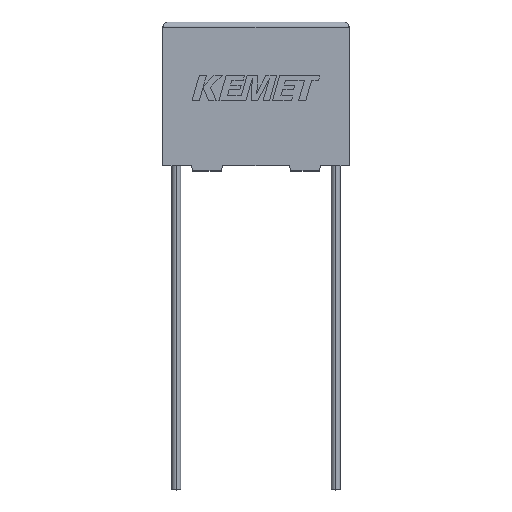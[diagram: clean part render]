
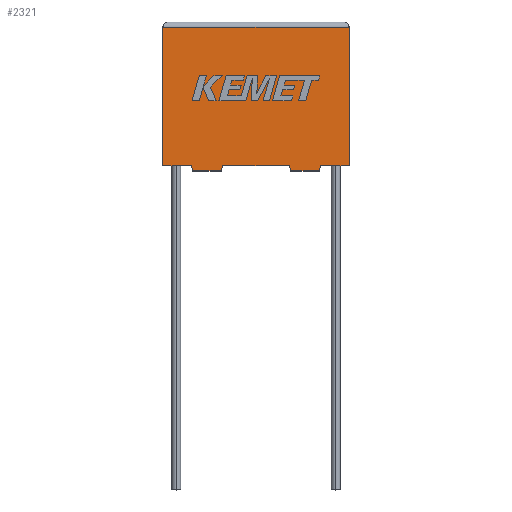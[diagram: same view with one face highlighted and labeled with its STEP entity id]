
A CAD part, top view. The second image highlights one B-rep face of the part: STEP entity #2321.
In plain terms, the highlighted planar face has unit normal (0, 0, 1).
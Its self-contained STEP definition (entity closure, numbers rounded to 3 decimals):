
#25 = CARTESIAN_POINT ( 'NONE',  ( 5.478, -0.5, 8. ) ) ;
#76 = ORIENTED_EDGE ( 'NONE', *, *, #1255, .F. ) ;
#125 = FACE_OUTER_BOUND ( 'NONE', #2045, .T. ) ;
#170 = ORIENTED_EDGE ( 'NONE', *, *, #2498, .F. ) ;
#188 = CARTESIAN_POINT ( 'NONE',  ( 12.023, -0.5, 8. ) ) ;
#209 = ORIENTED_EDGE ( 'NONE', *, *, #922, .T. ) ;
#216 = VECTOR ( 'NONE', #1270, 1000. ) ;
#292 = VECTOR ( 'NONE', #480, 1000. ) ;
#330 = ORIENTED_EDGE ( 'NONE', *, *, #2084, .T. ) ;
#386 = VERTEX_POINT ( 'NONE', #1991 ) ;
#463 = LINE ( 'NONE', #3108, #1750 ) ;
#480 = DIRECTION ( 'NONE',  ( 0.287, -0.958, 0. ) ) ;
#604 = VECTOR ( 'NONE', #1160, 1000. ) ;
#676 = CARTESIAN_POINT ( 'NONE',  ( 2.8, -0.5, 8. ) ) ;
#707 = LINE ( 'NONE', #958, #2618 ) ;
#714 = CARTESIAN_POINT ( 'NONE',  ( 0., 13., 8. ) ) ;
#724 = LINE ( 'NONE', #3213, #292 ) ;
#769 = CARTESIAN_POINT ( 'NONE',  ( 0., 0., 8. ) ) ;
#783 = DIRECTION ( 'NONE',  ( 0., 0., -1. ) ) ;
#837 = VERTEX_POINT ( 'NONE', #1417 ) ;
#845 = CARTESIAN_POINT ( 'NONE',  ( 2.65, 0., 8. ) ) ;
#869 = VERTEX_POINT ( 'NONE', #2284 ) ;
#922 = EDGE_CURVE ( 'NONE', #2645, #2312, #2484, .T. ) ;
#925 = CARTESIAN_POINT ( 'NONE',  ( 0., 0., 8. ) ) ;
#958 = CARTESIAN_POINT ( 'NONE',  ( 0., 0., 8. ) ) ;
#1060 = LINE ( 'NONE', #1956, #2158 ) ;
#1095 = CARTESIAN_POINT ( 'NONE',  ( 14.85, 0., 8. ) ) ;
#1107 = CARTESIAN_POINT ( 'NONE',  ( 5.628, 0., 8. ) ) ;
#1160 = DIRECTION ( 'NONE',  ( -1., 0., 0. ) ) ;
#1171 = VERTEX_POINT ( 'NONE', #2334 ) ;
#1211 = VECTOR ( 'NONE', #1850, 1000. ) ;
#1230 = VERTEX_POINT ( 'NONE', #845 ) ;
#1235 = VECTOR ( 'NONE', #1635, 1000. ) ;
#1255 = EDGE_CURVE ( 'NONE', #1171, #2549, #2588, .T. ) ;
#1270 = DIRECTION ( 'NONE',  ( 1., 0., 0. ) ) ;
#1291 = DIRECTION ( 'NONE',  ( 0., 1., 0. ) ) ;
#1346 = DIRECTION ( 'NONE',  ( -0.287, 0.958, 0. ) ) ;
#1373 = VERTEX_POINT ( 'NONE', #2192 ) ;
#1416 = EDGE_CURVE ( 'NONE', #869, #386, #707, .T. ) ;
#1417 = CARTESIAN_POINT ( 'NONE',  ( 17.5, 13., 8. ) ) ;
#1420 = EDGE_CURVE ( 'NONE', #837, #1373, #1591, .T. ) ;
#1430 = EDGE_CURVE ( 'NONE', #1373, #2971, #1060, .T. ) ;
#1466 = DIRECTION ( 'NONE',  ( -1., 0., 0. ) ) ;
#1487 = PLANE ( 'NONE',  #2154 ) ;
#1489 = CARTESIAN_POINT ( 'NONE',  ( 17.5, 0., 8. ) ) ;
#1582 = ORIENTED_EDGE ( 'NONE', *, *, #1416, .T. ) ;
#1585 = ORIENTED_EDGE ( 'NONE', *, *, #1420, .T. ) ;
#1591 = LINE ( 'NONE', #714, #1883 ) ;
#1596 = EDGE_CURVE ( 'NONE', #2971, #1230, #2874, .T. ) ;
#1635 = DIRECTION ( 'NONE',  ( 1., 0., 0. ) ) ;
#1703 = ORIENTED_EDGE ( 'NONE', *, *, #3099, .T. ) ;
#1707 = ORIENTED_EDGE ( 'NONE', *, *, #1834, .T. ) ;
#1736 = VECTOR ( 'NONE', #2741, 1000. ) ;
#1750 = VECTOR ( 'NONE', #1346, 1000. ) ;
#1752 = VERTEX_POINT ( 'NONE', #2627 ) ;
#1834 = EDGE_CURVE ( 'NONE', #1752, #2012, #2524, .T. ) ;
#1850 = DIRECTION ( 'NONE',  ( 0.287, 0.958, 0. ) ) ;
#1883 = VECTOR ( 'NONE', #1466, 1000. ) ;
#1886 = LINE ( 'NONE', #1095, #2433 ) ;
#1956 = CARTESIAN_POINT ( 'NONE',  ( 0., 0., 8. ) ) ;
#1991 = CARTESIAN_POINT ( 'NONE',  ( 17.5, 0., 8. ) ) ;
#2012 = VERTEX_POINT ( 'NONE', #25 ) ;
#2045 = EDGE_LOOP ( 'NONE', ( #1703, #1585, #2548, #2744, #330, #1707, #2785, #209, #2160, #76, #170, #1582 ) ) ;
#2084 = EDGE_CURVE ( 'NONE', #1230, #1752, #724, .T. ) ;
#2087 = DIRECTION ( 'NONE',  ( -0.287, -0.958, 0. ) ) ;
#2152 = CARTESIAN_POINT ( 'NONE',  ( 5.478, -0.5, 8. ) ) ;
#2154 = AXIS2_PLACEMENT_3D ( 'NONE', #2493, #783, #3243 ) ;
#2158 = VECTOR ( 'NONE', #2220, 1000. ) ;
#2160 = ORIENTED_EDGE ( 'NONE', *, *, #2661, .F. ) ;
#2192 = CARTESIAN_POINT ( 'NONE',  ( 0., 13., 8. ) ) ;
#2220 = DIRECTION ( 'NONE',  ( 0., -1., 0. ) ) ;
#2284 = CARTESIAN_POINT ( 'NONE',  ( 14.85, 0., 8. ) ) ;
#2312 = VERTEX_POINT ( 'NONE', #2502 ) ;
#2321 = ADVANCED_FACE ( 'NONE', ( #125 ), #1487, .F. ) ;
#2334 = CARTESIAN_POINT ( 'NONE',  ( 14.7, -0.5, 8. ) ) ;
#2342 = LINE ( 'NONE', #1489, #3198 ) ;
#2433 = VECTOR ( 'NONE', #2087, 1000. ) ;
#2484 = LINE ( 'NONE', #769, #216 ) ;
#2493 = CARTESIAN_POINT ( 'NONE',  ( 0., 0., 8. ) ) ;
#2494 = CARTESIAN_POINT ( 'NONE',  ( 0., 0., 8. ) ) ;
#2498 = EDGE_CURVE ( 'NONE', #869, #1171, #1886, .T. ) ;
#2502 = CARTESIAN_POINT ( 'NONE',  ( 11.873, 0., 8. ) ) ;
#2524 = LINE ( 'NONE', #676, #1235 ) ;
#2548 = ORIENTED_EDGE ( 'NONE', *, *, #1430, .T. ) ;
#2549 = VERTEX_POINT ( 'NONE', #188 ) ;
#2588 = LINE ( 'NONE', #3178, #604 ) ;
#2608 = EDGE_CURVE ( 'NONE', #2012, #2645, #2926, .T. ) ;
#2618 = VECTOR ( 'NONE', #2980, 1000. ) ;
#2627 = CARTESIAN_POINT ( 'NONE',  ( 2.8, -0.5, 8. ) ) ;
#2645 = VERTEX_POINT ( 'NONE', #1107 ) ;
#2661 = EDGE_CURVE ( 'NONE', #2549, #2312, #463, .T. ) ;
#2741 = DIRECTION ( 'NONE',  ( 1., 0., 0. ) ) ;
#2744 = ORIENTED_EDGE ( 'NONE', *, *, #1596, .T. ) ;
#2785 = ORIENTED_EDGE ( 'NONE', *, *, #2608, .T. ) ;
#2874 = LINE ( 'NONE', #2494, #1736 ) ;
#2926 = LINE ( 'NONE', #2152, #1211 ) ;
#2971 = VERTEX_POINT ( 'NONE', #925 ) ;
#2980 = DIRECTION ( 'NONE',  ( 1., 0., 0. ) ) ;
#3099 = EDGE_CURVE ( 'NONE', #386, #837, #2342, .T. ) ;
#3108 = CARTESIAN_POINT ( 'NONE',  ( 12.023, -0.5, 8. ) ) ;
#3178 = CARTESIAN_POINT ( 'NONE',  ( 14.7, -0.5, 8. ) ) ;
#3198 = VECTOR ( 'NONE', #1291, 1000. ) ;
#3213 = CARTESIAN_POINT ( 'NONE',  ( 2.65, 0., 8. ) ) ;
#3243 = DIRECTION ( 'NONE',  ( -1., 0., 0. ) ) ;
